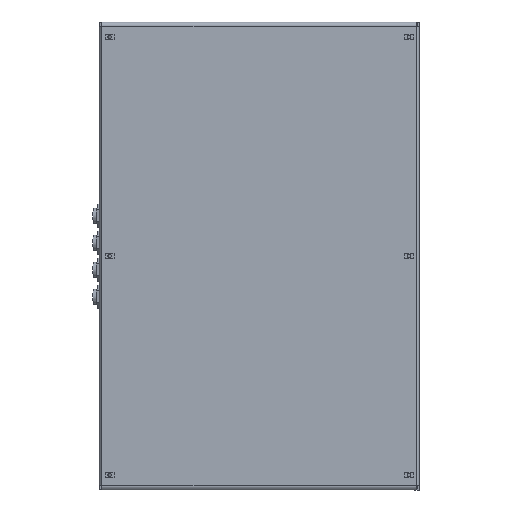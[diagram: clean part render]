
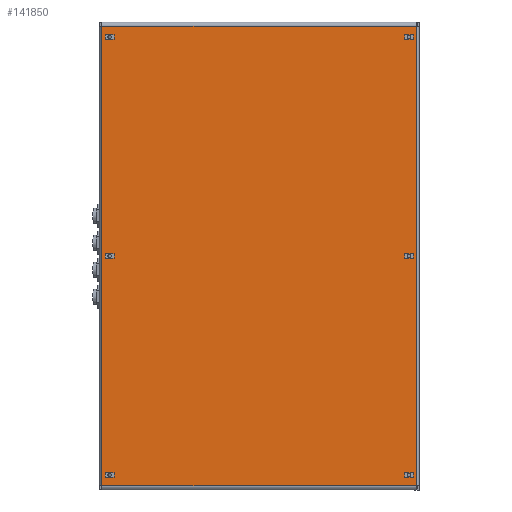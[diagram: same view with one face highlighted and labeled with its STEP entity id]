
A CAD part, front view. The second image highlights one B-rep face of the part: STEP entity #141850.
In plain terms, the highlighted planar face has unit normal (0, -1, 0).
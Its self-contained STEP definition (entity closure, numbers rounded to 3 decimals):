
#129950=CARTESIAN_POINT('',(29.,-5.,-481.5));
#129960=VERTEX_POINT('',#129950);
#129990=CARTESIAN_POINT('',(29.,-5.,
-141.206));
#130000=DIRECTION('',(0.,0.,-1.));
#130010=VECTOR('',#130000,1.);
#130020=LINE('',#129990,#130010);
#130030=CARTESIAN_POINT('',(29.,-5.,-144.5));
#130040=VERTEX_POINT('',#130030);
#130050=EDGE_CURVE('',#130040,#129960,#130020,.T.);
#131170=CARTESIAN_POINT('',(-192.678,-5.,
-475.25));
#131180=VERTEX_POINT('',#131170);
#131330=CARTESIAN_POINT('',(-192.678,-5.,
-471.75));
#131340=VERTEX_POINT('',#131330);
#131370=CARTESIAN_POINT('',(-192.678,-5.,3.));
#131380=DIRECTION('',(0.,0.,-1.));
#131390=VECTOR('',#131380,1.);
#131400=LINE('',#131370,#131390);
#131410=EDGE_CURVE('',#131340,#131180,#131400,.T.);
#132630=CARTESIAN_POINT('',(-199.178,-5.,
-471.75));
#132640=VERTEX_POINT('',#132630);
#132790=CARTESIAN_POINT('',(-199.178,-5.,
-475.25));
#132800=VERTEX_POINT('',#132790);
#132830=CARTESIAN_POINT('',(-199.178,-5.,3.));
#132840=DIRECTION('',(0.,0.,1.));
#132850=VECTOR('',#132840,1.);
#132860=LINE('',#132830,#132850);
#132870=EDGE_CURVE('',#132800,#132640,#132860,.T.);
#133050=CARTESIAN_POINT('',(0.,-5.,-471.75));
#133060=DIRECTION('',(1.,0.,0.));
#133070=VECTOR('',#133060,1.);
#133080=LINE('',#133050,#133070);
#133090=EDGE_CURVE('',#132640,#131340,#133080,.T.);
#133270=CARTESIAN_POINT('',(0.,-5.,-475.25));
#133280=DIRECTION('',(-1.,0.,0.));
#133290=VECTOR('',#133280,1.);
#133300=LINE('',#133270,#133290);
#133310=EDGE_CURVE('',#131180,#132800,#133300,.T.);
#133710=CARTESIAN_POINT('',(-201.637,-5.,-144.5))
;
#133720=VERTEX_POINT('',#133710);
#133750=CARTESIAN_POINT('',(-201.637,-5.,0.));
#133760=DIRECTION('',(0.,0.,-1.));
#133770=VECTOR('',#133760,1.);
#133780=LINE('',#133750,#133770);
#133790=CARTESIAN_POINT('',(-201.637,-5.,
-481.5));
#133800=VERTEX_POINT('',#133790);
#133810=EDGE_CURVE('',#133720,#133800,#133780,.T.);
#134050=CARTESIAN_POINT('',(-192.678,-5.,-311.25))
;
#134060=VERTEX_POINT('',#134050);
#134210=CARTESIAN_POINT('',(-199.178,-5.,-311.25))
;
#134220=VERTEX_POINT('',#134210);
#134250=CARTESIAN_POINT('',(0.,-5.,-311.25));
#134260=DIRECTION('',(1.,0.,0.));
#134270=VECTOR('',#134260,1.);
#134280=LINE('',#134250,#134270);
#134290=EDGE_CURVE('',#134220,#134060,#134280,.T.);
#134520=CARTESIAN_POINT('',(-199.178,-5.,-314.75))
;
#134530=VERTEX_POINT('',#134520);
#134560=CARTESIAN_POINT('',(-199.178,-5.,0.));
#134570=DIRECTION('',(0.,0.,1.));
#134580=VECTOR('',#134570,1.);
#134590=LINE('',#134560,#134580);
#134600=EDGE_CURVE('',#134530,#134220,#134590,.T.);
#134830=CARTESIAN_POINT('',(-192.678,-5.,-314.75))
;
#134840=VERTEX_POINT('',#134830);
#134870=CARTESIAN_POINT('',(0.,-5.,-314.75));
#134880=DIRECTION('',(-1.,0.,0.));
#134890=VECTOR('',#134880,1.);
#134900=LINE('',#134870,#134890);
#134910=EDGE_CURVE('',#134840,#134530,#134900,.T.);
#135090=CARTESIAN_POINT('',(-192.678,-5.,0.));
#135100=DIRECTION('',(0.,0.,-1.));
#135110=VECTOR('',#135100,1.);
#135120=LINE('',#135090,#135110);
#135130=EDGE_CURVE('',#134060,#134840,#135120,.T.);
#135290=CARTESIAN_POINT('',(26.75,-5.,
-150.75));
#135300=VERTEX_POINT('',#135290);
#135450=CARTESIAN_POINT('',(20.25,-5.,
-150.75));
#135460=VERTEX_POINT('',#135450);
#135490=CARTESIAN_POINT('',(0.,-5.,-150.75));
#135500=DIRECTION('',(1.,0.,0.));
#135510=VECTOR('',#135500,1.);
#135520=LINE('',#135490,#135510);
#135530=EDGE_CURVE('',#135460,#135300,#135520,.T.);
#135760=CARTESIAN_POINT('',(20.25,-5.,
-154.25));
#135770=VERTEX_POINT('',#135760);
#135800=CARTESIAN_POINT('',(20.25,-5.,-3.));
#135810=DIRECTION('',(0.,0.,1.));
#135820=VECTOR('',#135810,1.);
#135830=LINE('',#135800,#135820);
#135840=EDGE_CURVE('',#135770,#135460,#135830,.T.);
#136070=CARTESIAN_POINT('',(26.75,-5.,
-154.25));
#136080=VERTEX_POINT('',#136070);
#136110=CARTESIAN_POINT('',(0.,-5.,-154.25));
#136120=DIRECTION('',(-1.,0.,0.));
#136130=VECTOR('',#136120,1.);
#136140=LINE('',#136110,#136130);
#136150=EDGE_CURVE('',#136080,#135770,#136140,.T.);
#136330=CARTESIAN_POINT('',(26.75,-5.,-3.));
#136340=DIRECTION('',(0.,0.,-1.));
#136350=VECTOR('',#136340,1.);
#136360=LINE('',#136330,#136350);
#136370=EDGE_CURVE('',#135300,#136080,#136360,.T.);
#136530=CARTESIAN_POINT('',(26.75,-5.,-314.75))
;
#136540=VERTEX_POINT('',#136530);
#136690=CARTESIAN_POINT('',(26.75,-5.,-311.25))
;
#136700=VERTEX_POINT('',#136690);
#136730=CARTESIAN_POINT('',(26.75,-5.,0.));
#136740=DIRECTION('',(0.,0.,-1.));
#136750=VECTOR('',#136740,1.);
#136760=LINE('',#136730,#136750);
#136770=EDGE_CURVE('',#136700,#136540,#136760,.T.);
#137000=CARTESIAN_POINT('',(20.25,-5.,-311.25))
;
#137010=VERTEX_POINT('',#137000);
#137040=CARTESIAN_POINT('',(0.,-5.,-311.25));
#137050=DIRECTION('',(1.,0.,0.));
#137060=VECTOR('',#137050,1.);
#137070=LINE('',#137040,#137060);
#137080=EDGE_CURVE('',#137010,#136700,#137070,.T.);
#137310=CARTESIAN_POINT('',(20.25,-5.,-314.75))
;
#137320=VERTEX_POINT('',#137310);
#137350=CARTESIAN_POINT('',(20.25,-5.,0.));
#137360=DIRECTION('',(0.,0.,1.));
#137370=VECTOR('',#137360,1.);
#137380=LINE('',#137350,#137370);
#137390=EDGE_CURVE('',#137320,#137010,#137380,.T.);
#137570=CARTESIAN_POINT('',(0.,-5.,-314.75));
#137580=DIRECTION('',(-1.,0.,0.));
#137590=VECTOR('',#137580,1.);
#137600=LINE('',#137570,#137590);
#137610=EDGE_CURVE('',#136540,#137320,#137600,.T.);
#137770=CARTESIAN_POINT('',(-192.678,-5.,
-150.75));
#137780=VERTEX_POINT('',#137770);
#137930=CARTESIAN_POINT('',(-199.178,-5.,
-150.75));
#137940=VERTEX_POINT('',#137930);
#137970=CARTESIAN_POINT('',(0.,-5.,-150.75));
#137980=DIRECTION('',(1.,0.,0.));
#137990=VECTOR('',#137980,1.);
#138000=LINE('',#137970,#137990);
#138010=EDGE_CURVE('',#137940,#137780,#138000,.T.);
#138240=CARTESIAN_POINT('',(-199.178,-5.,
-154.25));
#138250=VERTEX_POINT('',#138240);
#138280=CARTESIAN_POINT('',(-199.178,-5.,-3.));
#138290=DIRECTION('',(0.,0.,1.));
#138300=VECTOR('',#138290,1.);
#138310=LINE('',#138280,#138300);
#138320=EDGE_CURVE('',#138250,#137940,#138310,.T.);
#138550=CARTESIAN_POINT('',(-192.678,-5.,
-154.25));
#138560=VERTEX_POINT('',#138550);
#138590=CARTESIAN_POINT('',(0.,-5.,-154.25));
#138600=DIRECTION('',(-1.,0.,0.));
#138610=VECTOR('',#138600,1.);
#138620=LINE('',#138590,#138610);
#138630=EDGE_CURVE('',#138560,#138250,#138620,.T.);
#138810=CARTESIAN_POINT('',(-192.678,-5.,-3.));
#138820=DIRECTION('',(0.,0.,-1.));
#138830=VECTOR('',#138820,1.);
#138840=LINE('',#138810,#138830);
#138850=EDGE_CURVE('',#137780,#138560,#138840,.T.);
#139010=CARTESIAN_POINT('',(26.75,-5.,
-475.25));
#139020=VERTEX_POINT('',#139010);
#139170=CARTESIAN_POINT('',(26.75,-5.,
-471.75));
#139180=VERTEX_POINT('',#139170);
#139210=CARTESIAN_POINT('',(26.75,-5.,3.));
#139220=DIRECTION('',(0.,0.,-1.));
#139230=VECTOR('',#139220,1.);
#139240=LINE('',#139210,#139230);
#139250=EDGE_CURVE('',#139180,#139020,#139240,.T.);
#139480=CARTESIAN_POINT('',(20.25,-5.,
-471.75));
#139490=VERTEX_POINT('',#139480);
#139520=CARTESIAN_POINT('',(0.,-5.,-471.75));
#139530=DIRECTION('',(1.,0.,0.));
#139540=VECTOR('',#139530,1.);
#139550=LINE('',#139520,#139540);
#139560=EDGE_CURVE('',#139490,#139180,#139550,.T.);
#139790=CARTESIAN_POINT('',(20.25,-5.,
-475.25));
#139800=VERTEX_POINT('',#139790);
#139830=CARTESIAN_POINT('',(20.25,-5.,3.));
#139840=DIRECTION('',(0.,0.,1.));
#139850=VECTOR('',#139840,1.);
#139860=LINE('',#139830,#139850);
#139870=EDGE_CURVE('',#139800,#139490,#139860,.T.);
#140050=CARTESIAN_POINT('',(0.,-5.,-475.25));
#140060=DIRECTION('',(-1.,0.,0.));
#140070=VECTOR('',#140060,1.);
#140080=LINE('',#140050,#140070);
#140090=EDGE_CURVE('',#139020,#139800,#140080,.T.);
#141280=CARTESIAN_POINT('',(1.5,-5.,
-531.177));
#141290=DIRECTION('',(0.,1.,0.));
#141300=DIRECTION('',(0.,0.,-1.));
#141310=AXIS2_PLACEMENT_3D('',#141280,#141290,#141300);
#141320=PLANE('',#141310);
#141330=ORIENTED_EDGE('',*,*,#138320,.T.);
#141340=ORIENTED_EDGE('',*,*,#138630,.T.);
#141350=ORIENTED_EDGE('',*,*,#138850,.T.);
#141360=ORIENTED_EDGE('',*,*,#138010,.T.);
#141370=EDGE_LOOP('',(#141360,#141350,#141340,#141330));
#141380=FACE_BOUND('',#141370,.T.);
#141390=ORIENTED_EDGE('',*,*,#139250,.T.);
#141400=ORIENTED_EDGE('',*,*,#139560,.T.);
#141410=ORIENTED_EDGE('',*,*,#139870,.T.);
#141420=ORIENTED_EDGE('',*,*,#140090,.T.);
#141430=EDGE_LOOP('',(#141420,#141410,#141400,#141390));
#141440=FACE_BOUND('',#141430,.T.);
#141450=ORIENTED_EDGE('',*,*,#136370,.T.);
#141460=ORIENTED_EDGE('',*,*,#135530,.T.);
#141470=ORIENTED_EDGE('',*,*,#135840,.T.);
#141480=ORIENTED_EDGE('',*,*,#136150,.T.);
#141490=EDGE_LOOP('',(#141480,#141470,#141460,#141450));
#141500=FACE_BOUND('',#141490,.T.);
#141510=ORIENTED_EDGE('',*,*,#136770,.T.);
#141520=ORIENTED_EDGE('',*,*,#137080,.T.);
#141530=ORIENTED_EDGE('',*,*,#137390,.T.);
#141540=ORIENTED_EDGE('',*,*,#137610,.T.);
#141550=EDGE_LOOP('',(#141540,#141530,#141520,#141510));
#141560=FACE_BOUND('',#141550,.T.);
#141570=ORIENTED_EDGE('',*,*,#134290,.T.);
#141580=ORIENTED_EDGE('',*,*,#134600,.T.);
#141590=ORIENTED_EDGE('',*,*,#134910,.T.);
#141600=ORIENTED_EDGE('',*,*,#135130,.T.);
#141610=EDGE_LOOP('',(#141600,#141590,#141580,#141570));
#141620=FACE_BOUND('',#141610,.T.);
#141630=ORIENTED_EDGE('',*,*,#132870,.T.);
#141640=ORIENTED_EDGE('',*,*,#133310,.T.);
#141650=ORIENTED_EDGE('',*,*,#131410,.T.);
#141660=ORIENTED_EDGE('',*,*,#133090,.T.);
#141670=EDGE_LOOP('',(#141660,#141650,#141640,#141630));
#141680=FACE_BOUND('',#141670,.T.);
#141690=CARTESIAN_POINT('',(0.,-5.,
-144.5));
#141700=DIRECTION('',(1.,0.,0.));
#141710=VECTOR('',#141700,1.);
#141720=LINE('',#141690,#141710);
#141730=EDGE_CURVE('',#133720,#130040,#141720,.T.);
#141740=ORIENTED_EDGE('',*,*,#141730,.F.);
#141750=ORIENTED_EDGE('',*,*,#130050,.F.);
#141760=CARTESIAN_POINT('',(0.,-5.,
-481.5));
#141770=DIRECTION('',(-1.,0.,0.));
#141780=VECTOR('',#141770,1.);
#141790=LINE('',#141760,#141780);
#141800=EDGE_CURVE('',#129960,#133800,#141790,.T.);
#141810=ORIENTED_EDGE('',*,*,#141800,.F.);
#141820=ORIENTED_EDGE('',*,*,#133810,.T.);
#141830=EDGE_LOOP('',(#141820,#141810,#141750,#141740));
#141840=FACE_OUTER_BOUND('',#141830,.T.);
#141850=ADVANCED_FACE('',(#141380,#141440,#141500,#141560,#141620,
#141680,#141840),#141320,.F.);
